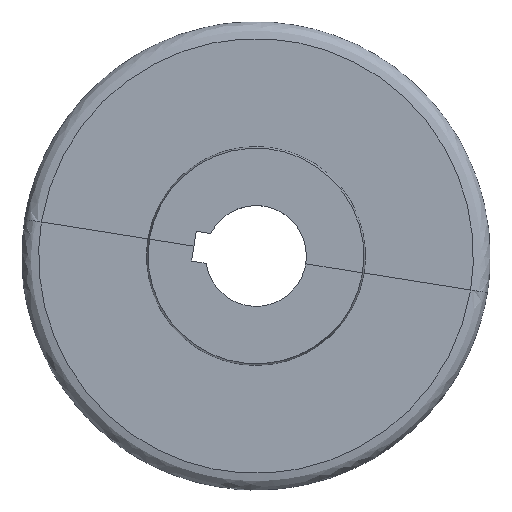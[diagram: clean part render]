
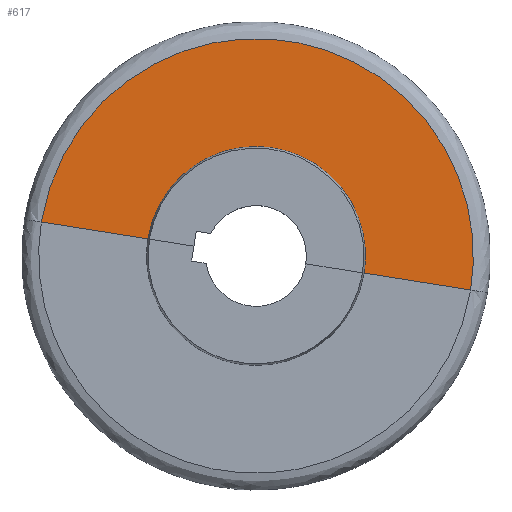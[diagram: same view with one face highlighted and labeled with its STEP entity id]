
A CAD part, top view. The second image highlights one B-rep face of the part: STEP entity #617.
In plain terms, the highlighted free-form (B-spline) face has degree [1, 1] with [2, 2] control points.
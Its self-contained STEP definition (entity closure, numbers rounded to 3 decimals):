
#401 = VERTEX_POINT('',#402);
#402 = CARTESIAN_POINT('',(65.484,-10.372,
    5.194));
#430 = VERTEX_POINT('',#431);
#431 = CARTESIAN_POINT('',(-65.484,10.372,5.194)
  );
#591 = EDGE_CURVE('',#592,#401,#594,.T.);
#592 = VERTEX_POINT('',#593);
#593 = CARTESIAN_POINT('',(32.981,-5.224,
    5.194));
#594 = B_SPLINE_CURVE_WITH_KNOTS('',1,(#595,#596),.UNSPECIFIED.,.F.,.F.,
  (2,2),(-14.29,14.29),.PIECEWISE_BEZIER_KNOTS.);
#595 = CARTESIAN_POINT('',(32.981,-5.224,
    5.194));
#596 = CARTESIAN_POINT('',(65.484,-10.372,
    5.194));
#599 = VERTEX_POINT('',#600);
#600 = CARTESIAN_POINT('',(-32.981,5.224,5.194
    ));
#608 = EDGE_CURVE('',#599,#430,#609,.T.);
#609 = B_SPLINE_CURVE_WITH_KNOTS('',1,(#610,#611),.UNSPECIFIED.,.F.,.F.,
  (2,2),(-14.29,14.29),.PIECEWISE_BEZIER_KNOTS.);
#610 = CARTESIAN_POINT('',(-32.981,5.224,5.194
    ));
#611 = CARTESIAN_POINT('',(-65.484,10.372,5.194
    ));
#617 = ADVANCED_FACE('',(#618),#638,.F.);
#618 = FACE_BOUND('',#619,.T.);
#619 = EDGE_LOOP('',(#620,#628,#629,#637));
#620 = ORIENTED_EDGE('',*,*,#621,.F.);
#621 = EDGE_CURVE('',#430,#401,#622,.T.);
#622 = ( BOUNDED_CURVE() B_SPLINE_CURVE(2,(#623,#624,#625,#626,#627),
.UNSPECIFIED.,.F.,.F.) B_SPLINE_CURVE_WITH_KNOTS((3,2,3),(0.157
,1.728,3.299),.PIECEWISE_BEZIER_KNOTS.) CURVE() 
GEOMETRIC_REPRESENTATION_ITEM() RATIONAL_B_SPLINE_CURVE((1.,
0.707,1.,0.707,1.)) REPRESENTATION_ITEM('') );
#623 = CARTESIAN_POINT('',(-65.484,10.372,
    5.194));
#624 = CARTESIAN_POINT('',(-55.112,75.855,5.194)
  );
#625 = CARTESIAN_POINT('',(10.372,65.484,
    5.194));
#626 = CARTESIAN_POINT('',(75.855,55.112,5.194)
  );
#627 = CARTESIAN_POINT('',(65.484,-10.372,
    5.194));
#628 = ORIENTED_EDGE('',*,*,#608,.F.);
#629 = ORIENTED_EDGE('',*,*,#630,.T.);
#630 = EDGE_CURVE('',#599,#592,#631,.T.);
#631 = ( BOUNDED_CURVE() B_SPLINE_CURVE(2,(#632,#633,#634,#635,#636),
.UNSPECIFIED.,.F.,.F.) B_SPLINE_CURVE_WITH_KNOTS((3,2,3),(0.157
,1.728,3.299),.PIECEWISE_BEZIER_KNOTS.) CURVE() 
GEOMETRIC_REPRESENTATION_ITEM() RATIONAL_B_SPLINE_CURVE((1.,
0.707,1.,0.707,1.)) REPRESENTATION_ITEM('') );
#632 = CARTESIAN_POINT('',(-32.981,5.224,5.194
    ));
#633 = CARTESIAN_POINT('',(-27.757,38.205,
    5.194));
#634 = CARTESIAN_POINT('',(5.224,32.981,5.194
    ));
#635 = CARTESIAN_POINT('',(38.205,27.757,
    5.194));
#636 = CARTESIAN_POINT('',(32.981,-5.224,
    5.194));
#637 = ORIENTED_EDGE('',*,*,#591,.T.);
#638 = B_SPLINE_SURFACE_WITH_KNOTS('',1,1,(
    (#639,#640)
    ,(#641,#642
    )),.UNSPECIFIED.,.F.,.F.,.F.,(2,2),(2,2),(-86.579,
    28.579),(-57.579,0.),
  .PIECEWISE_BEZIER_KNOTS.);
#639 = CARTESIAN_POINT('',(-55.112,75.855,
    5.194));
#640 = CARTESIAN_POINT('',(-65.484,10.372,
    5.194));
#641 = CARTESIAN_POINT('',(75.855,55.112,
    5.194));
#642 = CARTESIAN_POINT('',(65.484,-10.372,
    5.194));
